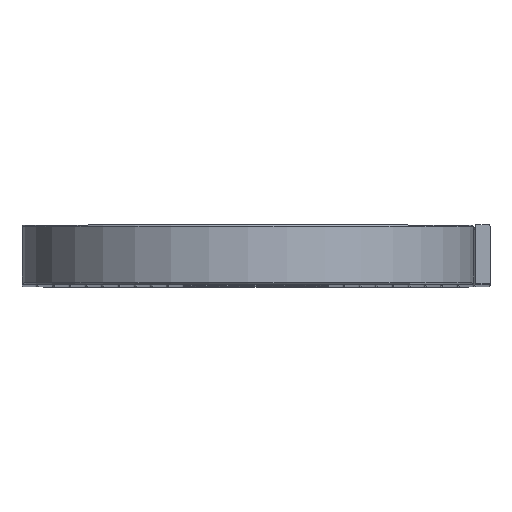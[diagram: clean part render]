
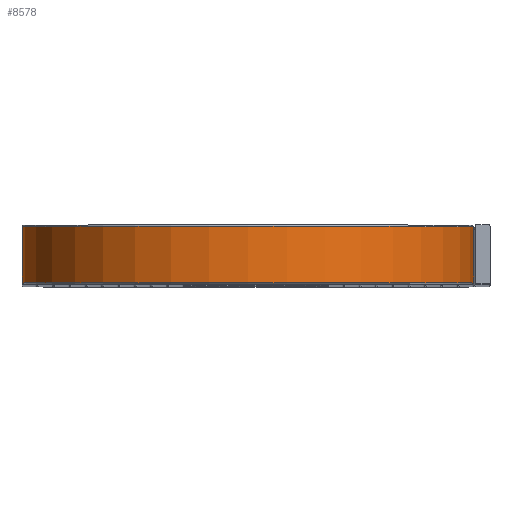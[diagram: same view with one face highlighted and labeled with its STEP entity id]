
A CAD part, top view. The second image highlights one B-rep face of the part: STEP entity #8578.
In plain terms, the highlighted cylindrical face has radius 15.25 mm (diameter 30.5 mm), a partial arc.
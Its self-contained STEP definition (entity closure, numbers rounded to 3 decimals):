
#17 = CARTESIAN_POINT ( 'NONE',  ( -0.55, 1.9, 0. ) ) ;
#167 = ORIENTED_EDGE ( 'NONE', *, *, #6182, .T. ) ;
#371 = VECTOR ( 'NONE', #3139, 1000. ) ;
#388 = AXIS2_PLACEMENT_3D ( 'NONE', #5559, #689, #4690 ) ;
#402 = EDGE_CURVE ( 'NONE', #7661, #7915, #7309, .T. ) ;
#506 = CIRCLE ( 'NONE', #4193, 15.25 ) ;
#689 = DIRECTION ( 'NONE',  ( 0., -1., 0. ) ) ;
#892 = DIRECTION ( 'NONE',  ( 1., 0., 0. ) ) ;
#1145 = LINE ( 'NONE', #2271, #6086 ) ;
#2271 = CARTESIAN_POINT ( 'NONE',  ( 14.7, 1.9, 0. ) ) ;
#2339 = VERTEX_POINT ( 'NONE', #4977 ) ;
#2408 = ORIENTED_EDGE ( 'NONE', *, *, #2912, .F. ) ;
#2708 = ORIENTED_EDGE ( 'NONE', *, *, #402, .F. ) ;
#2814 = CARTESIAN_POINT ( 'NONE',  ( -15.8, -1.9, 0. ) ) ;
#2856 = ORIENTED_EDGE ( 'NONE', *, *, #3575, .T. ) ;
#2912 = EDGE_CURVE ( 'NONE', #2339, #7661, #1145, .T. ) ;
#3139 = DIRECTION ( 'NONE',  ( 0., -1., 0. ) ) ;
#3479 = LINE ( 'NONE', #3967, #371 ) ;
#3575 = EDGE_CURVE ( 'NONE', #7463, #7915, #3479, .T. ) ;
#3967 = CARTESIAN_POINT ( 'NONE',  ( -15.8, 1.9, 0. ) ) ;
#4193 = AXIS2_PLACEMENT_3D ( 'NONE', #17, #5533, #892 ) ;
#4413 = AXIS2_PLACEMENT_3D ( 'NONE', #6891, #6929, #9272 ) ;
#4690 = DIRECTION ( 'NONE',  ( 1., 0., 0. ) ) ;
#4763 = CYLINDRICAL_SURFACE ( 'NONE', #4413, 15.25 ) ;
#4820 = CARTESIAN_POINT ( 'NONE',  ( 14.7, -1.9, 0. ) ) ;
#4977 = CARTESIAN_POINT ( 'NONE',  ( 14.7, 1.9, 0. ) ) ;
#5207 = CARTESIAN_POINT ( 'NONE',  ( -15.8, 1.9, 0. ) ) ;
#5533 = DIRECTION ( 'NONE',  ( 0., -1., 0. ) ) ;
#5559 = CARTESIAN_POINT ( 'NONE',  ( -0.55, -1.9, 0. ) ) ;
#6086 = VECTOR ( 'NONE', #7863, 1000. ) ;
#6182 = EDGE_CURVE ( 'NONE', #2339, #7463, #506, .T. ) ;
#6891 = CARTESIAN_POINT ( 'NONE',  ( -0.55, 0., 0. ) ) ;
#6929 = DIRECTION ( 'NONE',  ( 0., -1., 0. ) ) ;
#7102 = FACE_OUTER_BOUND ( 'NONE', #8733, .T. ) ;
#7309 = CIRCLE ( 'NONE', #388, 15.25 ) ;
#7463 = VERTEX_POINT ( 'NONE', #5207 ) ;
#7661 = VERTEX_POINT ( 'NONE', #4820 ) ;
#7863 = DIRECTION ( 'NONE',  ( 0., -1., 0. ) ) ;
#7915 = VERTEX_POINT ( 'NONE', #2814 ) ;
#8578 = ADVANCED_FACE ( 'NONE', ( #7102 ), #4763, .T. ) ;
#8733 = EDGE_LOOP ( 'NONE', ( #2708, #2408, #167, #2856 ) ) ;
#9272 = DIRECTION ( 'NONE',  ( 0., 0., -1. ) ) ;
